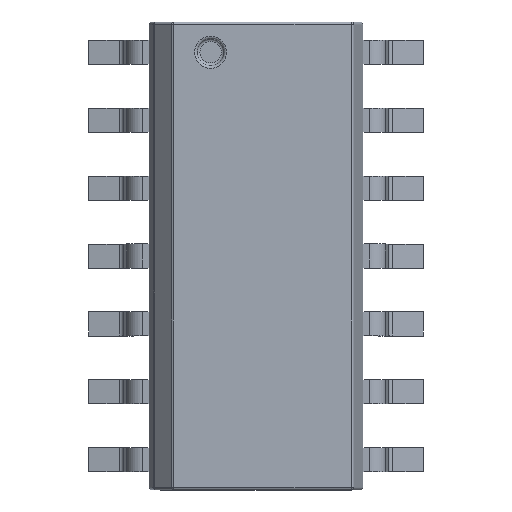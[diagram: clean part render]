
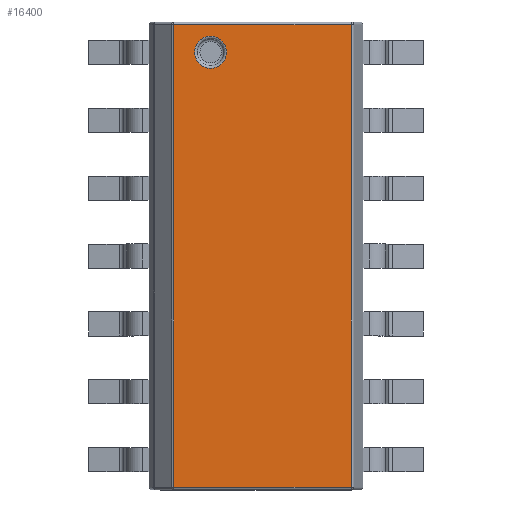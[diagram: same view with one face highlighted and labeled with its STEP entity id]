
A CAD part, top view. The second image highlights one B-rep face of the part: STEP entity #16400.
In plain terms, the highlighted planar face has unit normal (0, 0, 1).
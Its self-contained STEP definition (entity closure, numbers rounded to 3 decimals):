
#14417 = CYLINDRICAL_SURFACE('',#14418,0.05);
#14418 = AXIS2_PLACEMENT_3D('',#14419,#14420,#14421);
#14419 = CARTESIAN_POINT('',(1.819,4.325,1.7));
#14420 = DIRECTION('',(-1.,-0.,0.));
#14421 = DIRECTION('',(-0.,1.,0.));
#14663 = CYLINDRICAL_SURFACE('',#14664,0.05);
#14664 = AXIS2_PLACEMENT_3D('',#14665,#14666,#14667);
#14665 = CARTESIAN_POINT('',(1.819,-4.325,1.7));
#14666 = DIRECTION('',(-1.,-0.,0.));
#14667 = DIRECTION('',(0.,-1.,0.));
#15421 = VERTEX_POINT('',#15422);
#15422 = CARTESIAN_POINT('',(1.781,4.325,1.75));
#15442 = EDGE_CURVE('',#15421,#15443,#15445,.T.);
#15443 = VERTEX_POINT('',#15444);
#15444 = CARTESIAN_POINT('',(-1.542,4.325,1.75));
#15445 = SURFACE_CURVE('',#15446,(#15450,#15457),.PCURVE_S1.);
#15446 = LINE('',#15447,#15448);
#15447 = CARTESIAN_POINT('',(1.819,4.325,1.75));
#15448 = VECTOR('',#15449,1.);
#15449 = DIRECTION('',(-1.,-0.,0.));
#15450 = PCURVE('',#14417,#15451);
#15451 = DEFINITIONAL_REPRESENTATION('',(#15452),#15456);
#15452 = LINE('',#15453,#15454);
#15453 = CARTESIAN_POINT('',(-1.571,0.));
#15454 = VECTOR('',#15455,1.);
#15455 = DIRECTION('',(-0.,1.));
#15456 = ( GEOMETRIC_REPRESENTATION_CONTEXT(2) 
PARAMETRIC_REPRESENTATION_CONTEXT() REPRESENTATION_CONTEXT('2D SPACE',''
  ) );
#15457 = PCURVE('',#15458,#15463);
#15458 = PLANE('',#15459);
#15459 = AXIS2_PLACEMENT_3D('',#15460,#15461,#15462);
#15460 = CARTESIAN_POINT('',(1.819,4.375,1.75));
#15461 = DIRECTION('',(0.,0.,-1.));
#15462 = DIRECTION('',(-1.,-0.,0.));
#15463 = DEFINITIONAL_REPRESENTATION('',(#15464),#15468);
#15464 = LINE('',#15465,#15466);
#15465 = CARTESIAN_POINT('',(0.,-0.05));
#15466 = VECTOR('',#15467,1.);
#15467 = DIRECTION('',(1.,0.));
#15468 = ( GEOMETRIC_REPRESENTATION_CONTEXT(2) 
PARAMETRIC_REPRESENTATION_CONTEXT() REPRESENTATION_CONTEXT('2D SPACE',''
  ) );
#15894 = VERTEX_POINT('',#15895);
#15895 = CARTESIAN_POINT('',(1.781,-4.325,1.75));
#15915 = EDGE_CURVE('',#15894,#15916,#15918,.T.);
#15916 = VERTEX_POINT('',#15917);
#15917 = CARTESIAN_POINT('',(-1.542,-4.325,1.75));
#15918 = SURFACE_CURVE('',#15919,(#15923,#15930),.PCURVE_S1.);
#15919 = LINE('',#15920,#15921);
#15920 = CARTESIAN_POINT('',(1.819,-4.325,1.75));
#15921 = VECTOR('',#15922,1.);
#15922 = DIRECTION('',(-1.,-0.,0.));
#15923 = PCURVE('',#14663,#15924);
#15924 = DEFINITIONAL_REPRESENTATION('',(#15925),#15929);
#15925 = LINE('',#15926,#15927);
#15926 = CARTESIAN_POINT('',(1.571,0.));
#15927 = VECTOR('',#15928,1.);
#15928 = DIRECTION('',(0.,1.));
#15929 = ( GEOMETRIC_REPRESENTATION_CONTEXT(2) 
PARAMETRIC_REPRESENTATION_CONTEXT() REPRESENTATION_CONTEXT('2D SPACE',''
  ) );
#15930 = PCURVE('',#15458,#15931);
#15931 = DEFINITIONAL_REPRESENTATION('',(#15932),#15936);
#15932 = LINE('',#15933,#15934);
#15933 = CARTESIAN_POINT('',(0.,-8.7));
#15934 = VECTOR('',#15935,1.);
#15935 = DIRECTION('',(1.,0.));
#15936 = ( GEOMETRIC_REPRESENTATION_CONTEXT(2) 
PARAMETRIC_REPRESENTATION_CONTEXT() REPRESENTATION_CONTEXT('2D SPACE',''
  ) );
#16283 = CYLINDRICAL_SURFACE('',#16284,0.05);
#16284 = AXIS2_PLACEMENT_3D('',#16285,#16286,#16287);
#16285 = CARTESIAN_POINT('',(1.781,4.375,1.7));
#16286 = DIRECTION('',(0.,-1.,0.));
#16287 = DIRECTION('',(0.966,0.,0.259
    ));
#16342 = CYLINDRICAL_SURFACE('',#16343,0.05);
#16343 = AXIS2_PLACEMENT_3D('',#16344,#16345,#16346);
#16344 = CARTESIAN_POINT('',(-1.542,4.375,1.7));
#16345 = DIRECTION('',(0.,-1.,0.));
#16346 = DIRECTION('',(0.,0.,1.));
#16400 = ADVANCED_FACE('',(#16401,#16447),#15458,.F.);
#16401 = FACE_BOUND('',#16402,.F.);
#16402 = EDGE_LOOP('',(#16403,#16404,#16425,#16426));
#16403 = ORIENTED_EDGE('',*,*,#15442,.F.);
#16404 = ORIENTED_EDGE('',*,*,#16405,.T.);
#16405 = EDGE_CURVE('',#15421,#15894,#16406,.T.);
#16406 = SURFACE_CURVE('',#16407,(#16411,#16418),.PCURVE_S1.);
#16407 = LINE('',#16408,#16409);
#16408 = CARTESIAN_POINT('',(1.781,4.375,1.75));
#16409 = VECTOR('',#16410,1.);
#16410 = DIRECTION('',(0.,-1.,0.));
#16411 = PCURVE('',#15458,#16412);
#16412 = DEFINITIONAL_REPRESENTATION('',(#16413),#16417);
#16413 = LINE('',#16414,#16415);
#16414 = CARTESIAN_POINT('',(0.038,0.));
#16415 = VECTOR('',#16416,1.);
#16416 = DIRECTION('',(0.,-1.));
#16417 = ( GEOMETRIC_REPRESENTATION_CONTEXT(2) 
PARAMETRIC_REPRESENTATION_CONTEXT() REPRESENTATION_CONTEXT('2D SPACE',''
  ) );
#16418 = PCURVE('',#16283,#16419);
#16419 = DEFINITIONAL_REPRESENTATION('',(#16420),#16424);
#16420 = LINE('',#16421,#16422);
#16421 = CARTESIAN_POINT('',(1.309,0.));
#16422 = VECTOR('',#16423,1.);
#16423 = DIRECTION('',(0.,1.));
#16424 = ( GEOMETRIC_REPRESENTATION_CONTEXT(2) 
PARAMETRIC_REPRESENTATION_CONTEXT() REPRESENTATION_CONTEXT('2D SPACE',''
  ) );
#16425 = ORIENTED_EDGE('',*,*,#15915,.T.);
#16426 = ORIENTED_EDGE('',*,*,#16427,.F.);
#16427 = EDGE_CURVE('',#15443,#15916,#16428,.T.);
#16428 = SURFACE_CURVE('',#16429,(#16433,#16440),.PCURVE_S1.);
#16429 = LINE('',#16430,#16431);
#16430 = CARTESIAN_POINT('',(-1.542,4.375,1.75));
#16431 = VECTOR('',#16432,1.);
#16432 = DIRECTION('',(0.,-1.,0.));
#16433 = PCURVE('',#15458,#16434);
#16434 = DEFINITIONAL_REPRESENTATION('',(#16435),#16439);
#16435 = LINE('',#16436,#16437);
#16436 = CARTESIAN_POINT('',(3.361,0.));
#16437 = VECTOR('',#16438,1.);
#16438 = DIRECTION('',(0.,-1.));
#16439 = ( GEOMETRIC_REPRESENTATION_CONTEXT(2) 
PARAMETRIC_REPRESENTATION_CONTEXT() REPRESENTATION_CONTEXT('2D SPACE',''
  ) );
#16440 = PCURVE('',#16342,#16441);
#16441 = DEFINITIONAL_REPRESENTATION('',(#16442),#16446);
#16442 = LINE('',#16443,#16444);
#16443 = CARTESIAN_POINT('',(0.,0.));
#16444 = VECTOR('',#16445,1.);
#16445 = DIRECTION('',(0.,1.));
#16446 = ( GEOMETRIC_REPRESENTATION_CONTEXT(2) 
PARAMETRIC_REPRESENTATION_CONTEXT() REPRESENTATION_CONTEXT('2D SPACE',''
  ) );
#16447 = FACE_BOUND('',#16448,.F.);
#16448 = EDGE_LOOP('',(#16449));
#16449 = ORIENTED_EDGE('',*,*,#16450,.T.);
#16450 = EDGE_CURVE('',#16451,#16451,#16453,.T.);
#16451 = VERTEX_POINT('',#16452);
#16452 = CARTESIAN_POINT('',(-0.55,3.81,1.75));
#16453 = SURFACE_CURVE('',#16454,(#16459,#16470),.PCURVE_S1.);
#16454 = CIRCLE('',#16455,0.3);
#16455 = AXIS2_PLACEMENT_3D('',#16456,#16457,#16458);
#16456 = CARTESIAN_POINT('',(-0.85,3.81,1.75));
#16457 = DIRECTION('',(0.,0.,1.));
#16458 = DIRECTION('',(1.,0.,0.));
#16459 = PCURVE('',#15458,#16460);
#16460 = DEFINITIONAL_REPRESENTATION('',(#16461),#16469);
#16461 = ( BOUNDED_CURVE() B_SPLINE_CURVE(2,(#16462,#16463,#16464,#16465
    ,#16466,#16467,#16468),.UNSPECIFIED.,.T.,.F.) 
B_SPLINE_CURVE_WITH_KNOTS((1,2,2,2,2,1),(-2.094,0.,
    2.094,4.189,6.283,8.378),
.UNSPECIFIED.) CURVE() GEOMETRIC_REPRESENTATION_ITEM() 
RATIONAL_B_SPLINE_CURVE((1.,0.5,1.,0.5,1.,0.5,1.)) REPRESENTATION_ITEM(
  '') );
#16462 = CARTESIAN_POINT('',(2.369,-0.565));
#16463 = CARTESIAN_POINT('',(2.369,-0.045));
#16464 = CARTESIAN_POINT('',(2.819,-0.305));
#16465 = CARTESIAN_POINT('',(3.269,-0.565));
#16466 = CARTESIAN_POINT('',(2.819,-0.825));
#16467 = CARTESIAN_POINT('',(2.369,-1.085));
#16468 = CARTESIAN_POINT('',(2.369,-0.565));
#16469 = ( GEOMETRIC_REPRESENTATION_CONTEXT(2) 
PARAMETRIC_REPRESENTATION_CONTEXT() REPRESENTATION_CONTEXT('2D SPACE',''
  ) );
#16470 = PCURVE('',#16471,#16476);
#16471 = TOROIDAL_SURFACE('',#16472,0.3,0.05);
#16472 = AXIS2_PLACEMENT_3D('',#16473,#16474,#16475);
#16473 = CARTESIAN_POINT('',(-0.85,3.81,1.7));
#16474 = DIRECTION('',(0.,0.,1.));
#16475 = DIRECTION('',(1.,0.,0.));
#16476 = DEFINITIONAL_REPRESENTATION('',(#16477),#16481);
#16477 = LINE('',#16478,#16479);
#16478 = CARTESIAN_POINT('',(0.,1.571));
#16479 = VECTOR('',#16480,1.);
#16480 = DIRECTION('',(1.,0.));
#16481 = ( GEOMETRIC_REPRESENTATION_CONTEXT(2) 
PARAMETRIC_REPRESENTATION_CONTEXT() REPRESENTATION_CONTEXT('2D SPACE',''
  ) );
